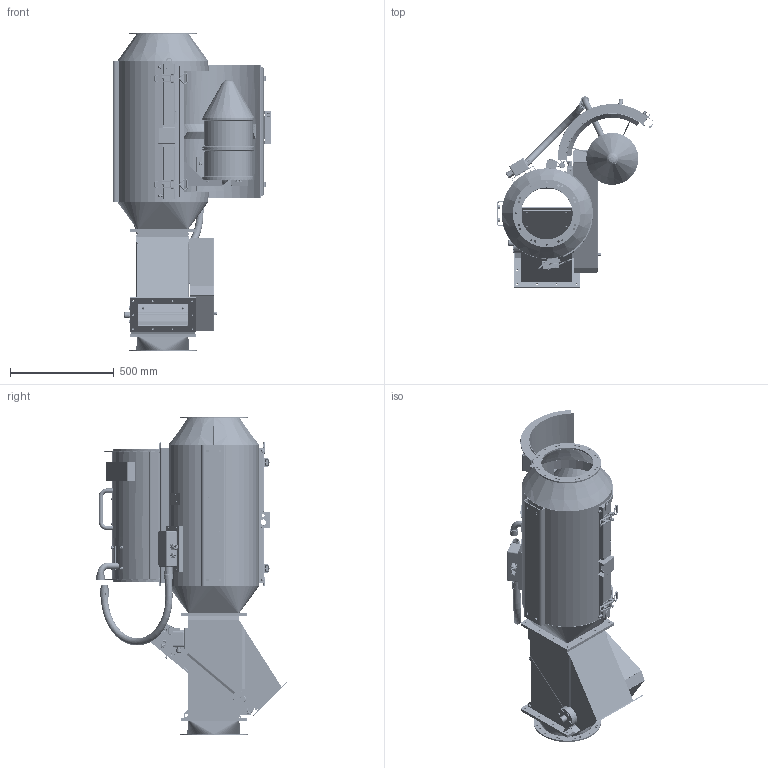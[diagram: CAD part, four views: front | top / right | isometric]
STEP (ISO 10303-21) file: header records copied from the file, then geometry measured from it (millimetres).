
FILE_DESCRIPTION(/* description */ (''),/* implementation_level */ '2;1');
FILE_NAME(/* name */ 'SPEA001063 - Customer.stp',/* time_stamp */ '2014-02-17T14:10:14+01:00',/* author */ ('bs'),/* organization */ (''),/* preprocessor_version */ 'ST-DEVELOPER v15.2',/* originating_system */ 'Autodesk Inventor 2014',/* authorisation */ '');
FILE_SCHEMA (('AUTOMOTIVE_DESIGN { 1 0 10303 214 3 1 1 }'));
Length unit declared in the file: millimetre
Products named in the file (1): SPEA001063 - Customer
Bounding box: 762.27 x 921 x 1533 mm (x, y, z)
Volume: 19576432.3 mm3; surface area: 8954417.2 mm2
Topology: 40 solids, 42 shells, 8288 faces, 21248 edges, 13752 vertices
Faces by surface type: plane 4677, cylinder 1596, bspline 1428, cone 478, torus 94, sphere 15
Full cylindrical faces by diameter (mm): 2.459 x3, 3 x4, 3.242 x25, 3.3 x2, 3.5 x8, 4 x9, 4.134 x7, 4.6 x14, 4.917 x6, 5.5 x3, 5.8 x1, 5.9 x1, 6 x10, 6.3 x2, 6.5 x1, 6.647 x23, 7 x14, 7.16 x2, 7.323 x5, 7.4 x6, 7.48 x1, 8 x42, 8.1 x2, 8.331 x2, 8.376 x9, 8.566 x4, 8.667 x2, 8.75 x3, 9 x53, 9.188 x9
Entity records: 285833 total; most frequent: CARTESIAN_POINT 89302, ORIENTED_EDGE 40176, DIRECTION 34722, EDGE_CURVE 19888, VERTEX_POINT 13101, LINE 12464, VECTOR 12464, AXIS2_PLACEMENT_3D 11129
